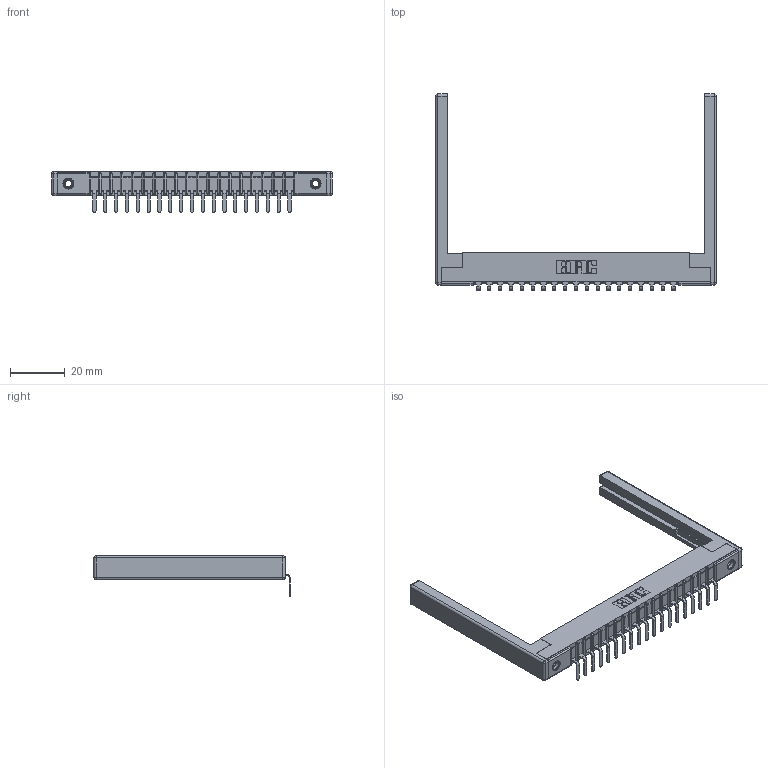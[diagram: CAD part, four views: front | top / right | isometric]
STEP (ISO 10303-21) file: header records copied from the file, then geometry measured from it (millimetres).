
FILE_DESCRIPTION (( 'STEP AP203' ), '1' );
FILE_NAME ('357-019-559-168.STEP', '2022-07-12T22:41:48', ( '' ), ( '' ), 'SwSTEP 2.0', 'SolidWorks 2020', '' );
FILE_SCHEMA (( 'CONFIG_CONTROL_DESIGN' ));
Length unit declared in the file: inch
Products named in the file (5): 307 Part_.156 Dia Mounting Holes; 345-250-001_345-250-001-102; 357-019-559-168; 307-290-001_558 559 - 1 (Single); 307-220-068
Assembly tree (24 placements, depth 2):
  357-019-559-168
    307 Part_.156 Dia Mounting Holes
    307-290-001_558 559 - 1 (Single)  x19
    307-220-068  x2
    345-250-001_345-250-001-102  x2
Bounding box: 102.72 x 71.67 x 14.81 mm (x, y, z)
Volume: 11074.6 mm3; surface area: 14146.6 mm2
Topology: 24 solids, 24 shells, 1432 faces, 4019 edges, 2578 vertices
Faces by surface type: plane 899, cylinder 469, sphere 48, cone 12, torus 4
Entity records: 21987 total; most frequent: CARTESIAN_POINT 3661, ORIENTED_EDGE 3636, DIRECTION 3592, EDGE_CURVE 1818, VECTOR 1382, LINE 1382, VERTEX_POINT 1174, AXIS2_PLACEMENT_3D 1105
